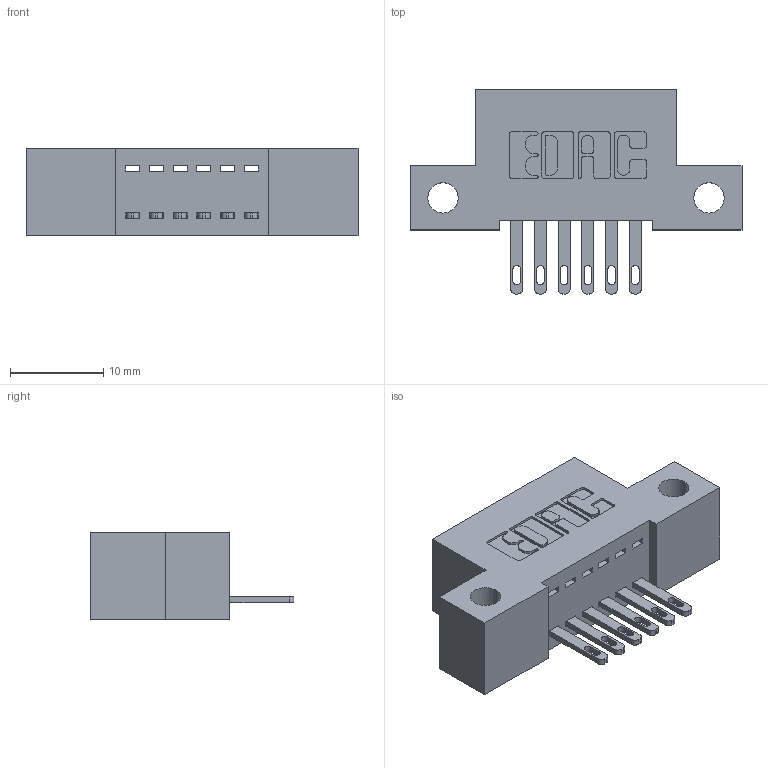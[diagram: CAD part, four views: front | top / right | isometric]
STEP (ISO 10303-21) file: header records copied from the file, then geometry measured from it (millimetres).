
FILE_DESCRIPTION (( 'STEP AP203' ), '1' );
FILE_NAME ('342-006-500-112.STEP', '2018-08-10T11:17:17', ( '' ), ( '' ), 'SwSTEP 2.0', 'SolidWorks 2016', '' );
FILE_SCHEMA (( 'CONFIG_CONTROL_DESIGN' ));
Length unit declared in the file: inch
Products named in the file (3): 342 Part_Side Mount; 342-006-500-112; 345-292-001_345-293-100
Assembly tree (7 placements, depth 2):
  342-006-500-112
    342 Part_Side Mount
    345-292-001_345-293-100  x6
Bounding box: 35.56 x 21.85 x 9.4 mm (x, y, z)
Volume: 2915.1 mm3; surface area: 3457.2 mm2
Topology: 7 solids, 7 shells, 434 faces, 1307 edges, 870 vertices
Faces by surface type: plane 282, cylinder 152
Entity records: 8125 total; most frequent: CARTESIAN_POINT 1412, ORIENTED_EDGE 1354, DIRECTION 1265, EDGE_CURVE 677, VECTOR 545, LINE 545, VERTEX_POINT 450, AXIS2_PLACEMENT_3D 360
